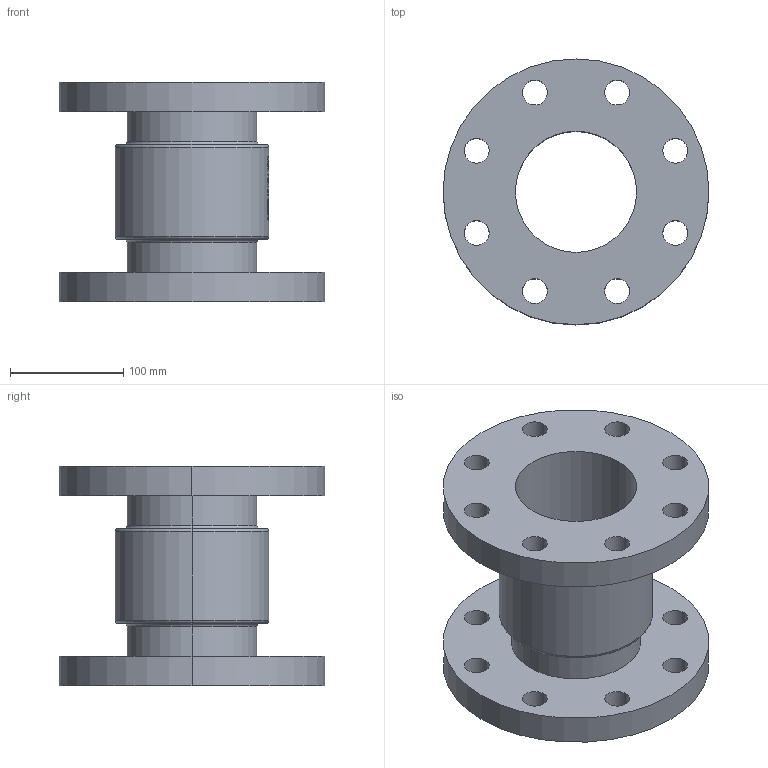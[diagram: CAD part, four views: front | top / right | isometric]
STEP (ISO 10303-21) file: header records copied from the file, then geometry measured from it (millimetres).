
FILE_DESCRIPTION (( 'STEP AP214' ), '1' );
FILE_NAME ('7120000_DN100_PN25_51420290.STEP', '2022-02-17T11:09:39', ( 'axxx' ), ( 'Hewlett-Packard Company' ), 'SwSTEP 2.0', 'SolidWorks 2019', '' );
FILE_SCHEMA (( 'AUTOMOTIVE_DESIGN' ));
Length unit declared in the file: millimetre
Products named in the file (1): 7120000_DN100_PN25_51420290
Bounding box: 235 x 235 x 194 mm (x, y, z)
Volume: 2163843.9 mm3; surface area: 321593.4 mm2
Topology: 1 solids, 1 shells, 550 faces, 1486 edges, 988 vertices
Faces by surface type: plane 243, bspline 223, cylinder 76, torus 8
Entity records: 30525 total; most frequent: CARTESIAN_POINT 18172, ORIENTED_EDGE 2972, DIRECTION 1785, EDGE_CURVE 1486, VERTEX_POINT 988, LINE 777, VECTOR 777, EDGE_LOOP 634
